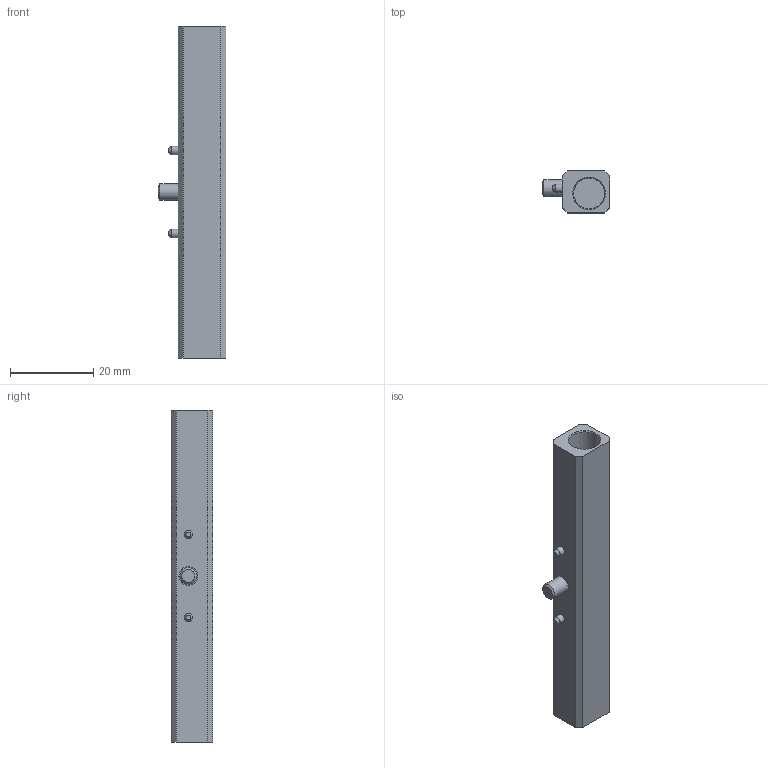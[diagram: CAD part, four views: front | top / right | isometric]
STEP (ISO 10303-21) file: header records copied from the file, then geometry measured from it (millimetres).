
FILE_DESCRIPTION(/* description */ ('STEP AP214'),/* implementation_level */ '2;1');
FILE_NAME(/* name */ '525704_SLG-D-12',/* time_stamp */ '2024-09-15T06:42:21+02:00',/* author */ ('License CC BY-ND 4.0'),/* organization */ ('CADENAS'),/* preprocessor_version */ 'ST-DEVELOPER v19.3',/* originating_system */ 'PARTsolutions',/* authorisation */ ' ');
FILE_SCHEMA (('AUTOMOTIVE_DESIGN {1 0 10303 214 3 1 1}'));
Length unit declared in the file: millimetre
Products named in the file (3): 525704 SLG-D-12; 649814 SLG-D-12---(H); DIN-912 - M4x12(F)
Assembly tree (2 placements, depth 2):
  525704 SLG-D-12
    649814 SLG-D-12---(H)
    DIN-912 - M4x12(F)
Bounding box: 16.3 x 10 x 80 mm (x, y, z)
Volume: 6575.8 mm3; surface area: 5222.3 mm2
Topology: 2 solids, 2 shells, 53 faces, 106 edges, 62 vertices
Faces by surface type: plane 30, cone 15, cylinder 8
Full cylindrical faces by diameter (mm): 2 x2, 4 x1, 4.5 x1, 7 x1, 7.5 x3
Entity records: 1332 total; most frequent: DIRECTION 229, CARTESIAN_POINT 226, ORIENTED_EDGE 172, AXIS2_PLACEMENT_3D 93, EDGE_CURVE 86, FACE_BOUND 78, EDGE_LOOP 77, VERTEX_POINT 60
